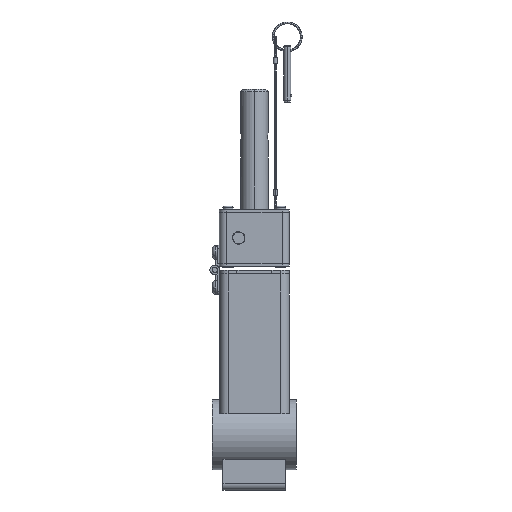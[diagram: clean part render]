
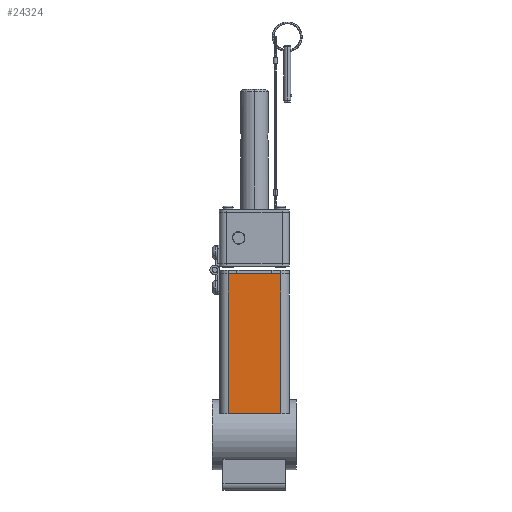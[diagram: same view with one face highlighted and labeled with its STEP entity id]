
A CAD part, left-side view. The second image highlights one B-rep face of the part: STEP entity #24324.
In plain terms, the highlighted planar face has unit normal (-1, 0, 0).
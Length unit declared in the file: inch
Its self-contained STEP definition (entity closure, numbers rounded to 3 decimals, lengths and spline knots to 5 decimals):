
#162 = VECTOR ( 'NONE', #23333, 39.37008 ) ;
#3114 = CARTESIAN_POINT ( 'NONE',  ( -1.25, 0.9375, 5.75 ) ) ;
#3632 = DIRECTION ( 'NONE',  ( 0., 0., 1. ) ) ;
#3789 = VERTEX_POINT ( 'NONE', #19209 ) ;
#4228 = PLANE ( 'NONE',  #22589 ) ;
#6081 = LINE ( 'NONE', #21111, #23131 ) ;
#6376 = LINE ( 'NONE', #20320, #22765 ) ;
#7397 = DIRECTION ( 'NONE',  ( 0., 1., 0. ) ) ;
#7708 = FACE_OUTER_BOUND ( 'NONE', #26811, .T. ) ;
#7766 = CARTESIAN_POINT ( 'NONE',  ( -1.25, -0.9375, 5.75 ) ) ;
#8982 = CARTESIAN_POINT ( 'NONE',  ( -1.25, 0.9375, 0.75 ) ) ;
#9026 = ORIENTED_EDGE ( 'NONE', *, *, #23701, .F. ) ;
#10072 = VECTOR ( 'NONE', #3632, 39.37008 ) ;
#10620 = DIRECTION ( 'NONE',  ( 1., 0., 0. ) ) ;
#11095 = VERTEX_POINT ( 'NONE', #3114 ) ;
#11441 = LINE ( 'NONE', #14893, #162 ) ;
#11968 = CARTESIAN_POINT ( 'NONE',  ( -1.25, -0.9375, 0.75 ) ) ;
#13721 = VERTEX_POINT ( 'NONE', #11968 ) ;
#14193 = VERTEX_POINT ( 'NONE', #8982 ) ;
#14404 = ORIENTED_EDGE ( 'NONE', *, *, #22214, .F. ) ;
#14893 = CARTESIAN_POINT ( 'NONE',  ( -1.25, -1.25, 5.75 ) ) ;
#15022 = ORIENTED_EDGE ( 'NONE', *, *, #23798, .T. ) ;
#15877 = LINE ( 'NONE', #7766, #10072 ) ;
#16485 = ORIENTED_EDGE ( 'NONE', *, *, #22648, .T. ) ;
#19089 = CARTESIAN_POINT ( 'NONE',  ( -1.25, -1.25, 5.75 ) ) ;
#19209 = CARTESIAN_POINT ( 'NONE',  ( -1.25, -0.9375, 5.75 ) ) ;
#20320 = CARTESIAN_POINT ( 'NONE',  ( -1.25, -1.25, 0.75 ) ) ;
#21111 = CARTESIAN_POINT ( 'NONE',  ( -1.25, 0.9375, 5.75 ) ) ;
#22214 = EDGE_CURVE ( 'NONE', #11095, #3789, #11441, .T. ) ;
#22589 = AXIS2_PLACEMENT_3D ( 'NONE', #19089, #10620, #25455 ) ;
#22648 = EDGE_CURVE ( 'NONE', #11095, #14193, #6081, .T. ) ;
#22765 = VECTOR ( 'NONE', #7397, 39.37008 ) ;
#23131 = VECTOR ( 'NONE', #23218, 39.37008 ) ;
#23218 = DIRECTION ( 'NONE',  ( 0., 0., -1. ) ) ;
#23333 = DIRECTION ( 'NONE',  ( 0., -1., 0. ) ) ;
#23701 = EDGE_CURVE ( 'NONE', #13721, #14193, #6376, .T. ) ;
#23798 = EDGE_CURVE ( 'NONE', #13721, #3789, #15877, .T. ) ;
#24324 = ADVANCED_FACE ( 'NONE', ( #7708 ), #4228, .F. ) ;
#25455 = DIRECTION ( 'NONE',  ( 0., 0., -1. ) ) ;
#26811 = EDGE_LOOP ( 'NONE', ( #16485, #9026, #15022, #14404 ) ) ;
